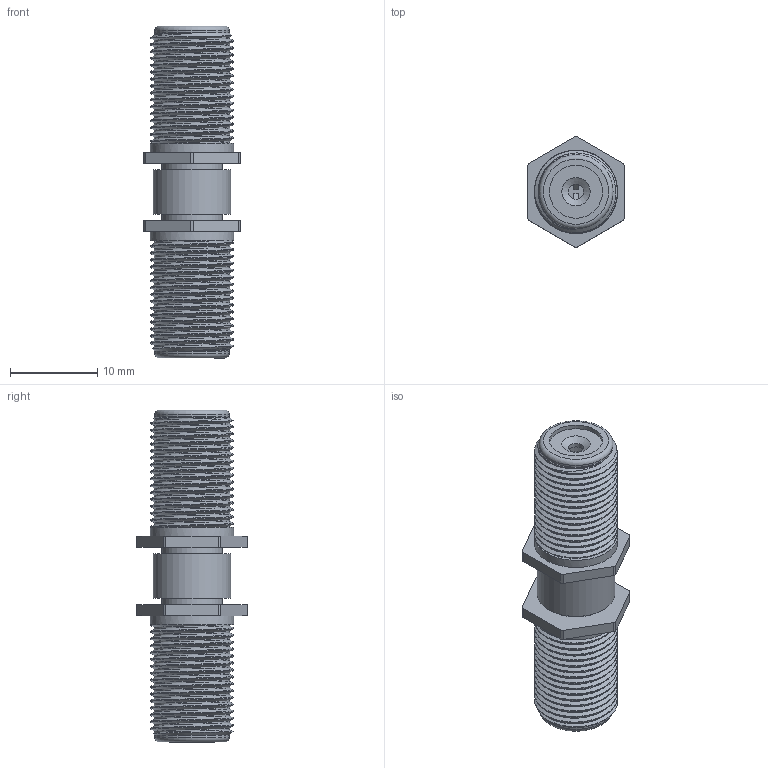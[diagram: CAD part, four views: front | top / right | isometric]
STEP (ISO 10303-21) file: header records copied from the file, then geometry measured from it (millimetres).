
FILE_DESCRIPTION (( 'STEP AP203' ), '1' );
FILE_NAME ('PE9761_3D.step', '2021-07-07T23:50:03', ( '' ), ( '' ), 'SwSTEP 2.0', 'SolidWorks 2020', '' );
FILE_SCHEMA (( 'CONFIG_CONTROL_DESIGN' ));
Length unit declared in the file: inch
Products named in the file (1): PE9761_3D
Bounding box: 11.11 x 12.64 x 38.1 mm (x, y, z)
Volume: 2038.1 mm3; surface area: 2516.2 mm2
Topology: 1 solids, 3 shells, 109 faces, 253 edges, 168 vertices
Faces by surface type: plane 68, cylinder 29, bspline 6, cone 4, torus 2
Full cylindrical faces by diameter (mm): 1.727 x2, 6.096 x6, 6.985 x2, 8.509 x2, 8.89 x1, 9.55 x2
Entity records: 8959 total; most frequent: CARTESIAN_POINT 6520, DIRECTION 476, ORIENTED_EDGE 452, EDGE_CURVE 226, AXIS2_PLACEMENT_3D 166, VERTEX_POINT 162, EDGE_LOOP 148, VECTOR 144
